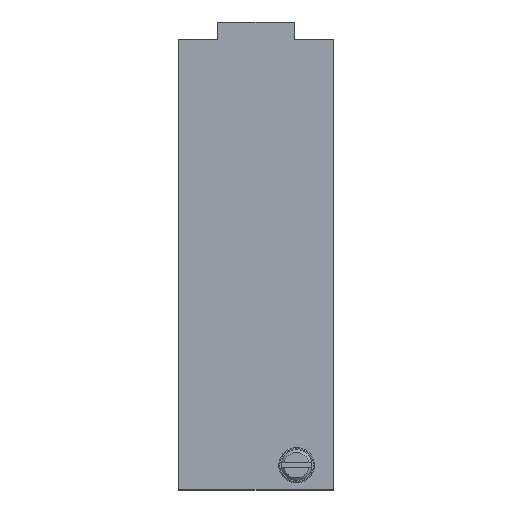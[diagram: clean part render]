
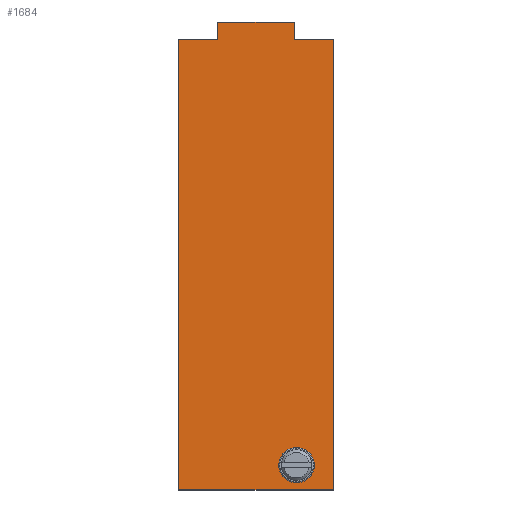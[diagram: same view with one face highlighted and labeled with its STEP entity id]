
A CAD part, top view. The second image highlights one B-rep face of the part: STEP entity #1684.
In plain terms, the highlighted planar face has unit normal (0, 0, 1).
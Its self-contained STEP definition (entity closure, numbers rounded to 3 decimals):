
#75=DIRECTION('',(0.,1.,0.));
#76=VECTOR('',#75,88.8);
#77=CARTESIAN_POINT('',(15.25,0.,2.));
#78=LINE('',#77,#76);
#79=DIRECTION('',(1.,0.,0.));
#80=VECTOR('',#79,30.5);
#81=CARTESIAN_POINT('',(-15.25,0.,2.));
#82=LINE('',#81,#80);
#83=DIRECTION('',(0.,-1.,0.));
#84=VECTOR('',#83,88.8);
#85=CARTESIAN_POINT('',(-15.25,88.8,2.));
#86=LINE('',#85,#84);
#87=DIRECTION('',(-1.,0.,0.));
#88=VECTOR('',#87,7.75);
#89=CARTESIAN_POINT('',(-7.5,88.8,2.));
#90=LINE('',#89,#88);
#91=DIRECTION('',(0.,-1.,0.));
#92=VECTOR('',#91,3.5);
#93=CARTESIAN_POINT('',(-7.5,92.3,2.));
#94=LINE('',#93,#92);
#95=DIRECTION('',(-1.,0.,0.));
#96=VECTOR('',#95,15.);
#97=CARTESIAN_POINT('',(7.5,92.3,2.));
#98=LINE('',#97,#96);
#99=DIRECTION('',(0.,1.,0.));
#100=VECTOR('',#99,3.5);
#101=CARTESIAN_POINT('',(7.5,88.8,2.));
#102=LINE('',#101,#100);
#103=DIRECTION('',(-1.,0.,0.));
#104=VECTOR('',#103,7.75);
#105=CARTESIAN_POINT('',(15.25,88.8,2.));
#106=LINE('',#105,#104);
#107=CARTESIAN_POINT('',(8.,4.9,2.));
#108=DIRECTION('',(0.,0.,1.));
#109=DIRECTION('',(1.,0.,0.));
#110=AXIS2_PLACEMENT_3D('',#107,#108,#109);
#112=CARTESIAN_POINT('',(8.,4.9,2.));
#113=DIRECTION('',(0.,0.,1.));
#114=DIRECTION('',(-1.,0.,0.));
#115=AXIS2_PLACEMENT_3D('',#112,#113,#114);
#1281=CARTESIAN_POINT('',(15.25,0.,2.));
#1282=CARTESIAN_POINT('',(15.25,88.8,2.));
#1283=VERTEX_POINT('',#1281);
#1284=VERTEX_POINT('',#1282);
#1285=CARTESIAN_POINT('',(7.5,88.8,2.));
#1286=VERTEX_POINT('',#1285);
#1287=CARTESIAN_POINT('',(7.5,92.3,2.));
#1288=VERTEX_POINT('',#1287);
#1289=CARTESIAN_POINT('',(-7.5,92.3,2.));
#1290=VERTEX_POINT('',#1289);
#1291=CARTESIAN_POINT('',(-7.5,88.8,2.));
#1292=VERTEX_POINT('',#1291);
#1293=CARTESIAN_POINT('',(-15.25,88.8,2.));
#1294=VERTEX_POINT('',#1293);
#1295=CARTESIAN_POINT('',(-15.25,0.,2.));
#1296=VERTEX_POINT('',#1295);
#1309=CARTESIAN_POINT('',(11.5,4.9,2.));
#1310=CARTESIAN_POINT('',(4.5,4.9,2.));
#1311=VERTEX_POINT('',#1309);
#1312=VERTEX_POINT('',#1310);
#1663=CARTESIAN_POINT('',(0.,0.,2.));
#1664=DIRECTION('',(0.,0.,1.));
#1665=DIRECTION('',(1.,0.,0.));
#1666=AXIS2_PLACEMENT_3D('',#1663,#1664,#1665);
#1667=PLANE('',#1666);
#1668=ORIENTED_EDGE('',*,*,#1559,.F.);
#1669=ORIENTED_EDGE('',*,*,#1574,.F.);
#1670=ORIENTED_EDGE('',*,*,#1588,.F.);
#1671=ORIENTED_EDGE('',*,*,#1602,.F.);
#1672=ORIENTED_EDGE('',*,*,#1616,.F.);
#1673=ORIENTED_EDGE('',*,*,#1630,.F.);
#1674=ORIENTED_EDGE('',*,*,#1644,.F.);
#1675=ORIENTED_EDGE('',*,*,#1657,.F.);
#1676=EDGE_LOOP('',(#1668,#1669,#1670,#1671,#1672,#1673,#1674,#1675));
#1677=FACE_OUTER_BOUND('',#1676,.F.);
#1679=ORIENTED_EDGE('',*,*,#1678,.T.);
#1681=ORIENTED_EDGE('',*,*,#1680,.T.);
#1682=EDGE_LOOP('',(#1679,#1681));
#1683=FACE_BOUND('',#1682,.F.);
#1684=ADVANCED_FACE('',(#1677,#1683),#1667,.T.);
#111=CIRCLE('',#110,3.5);
#116=CIRCLE('',#115,3.5);
#1559=EDGE_CURVE('',#1283,#1284,#78,.T.);
#1574=EDGE_CURVE('',#1296,#1283,#82,.T.);
#1588=EDGE_CURVE('',#1294,#1296,#86,.T.);
#1602=EDGE_CURVE('',#1292,#1294,#90,.T.);
#1616=EDGE_CURVE('',#1290,#1292,#94,.T.);
#1630=EDGE_CURVE('',#1288,#1290,#98,.T.);
#1644=EDGE_CURVE('',#1286,#1288,#102,.T.);
#1657=EDGE_CURVE('',#1284,#1286,#106,.T.);
#1678=EDGE_CURVE('',#1311,#1312,#111,.T.);
#1680=EDGE_CURVE('',#1312,#1311,#116,.T.);
